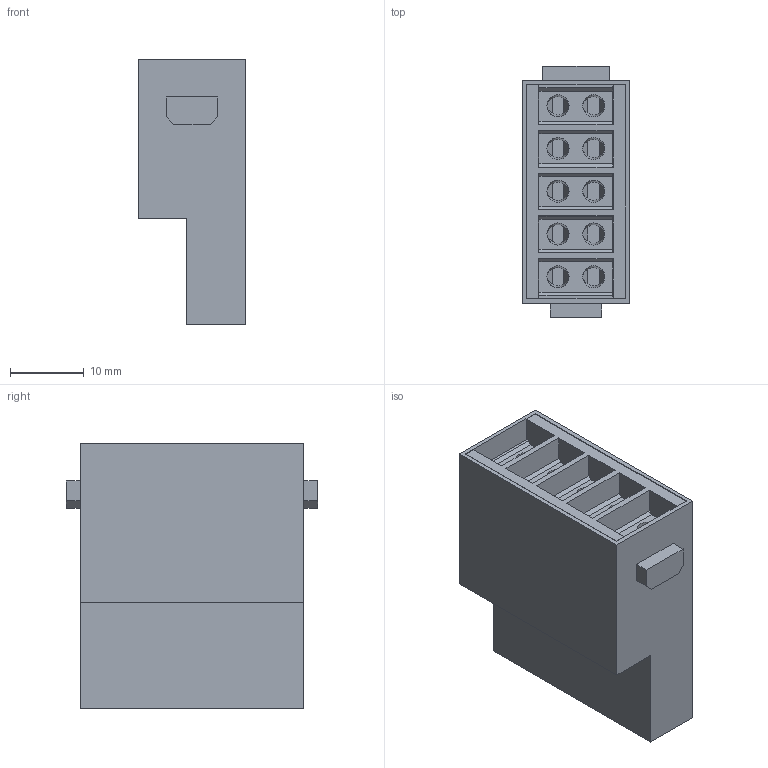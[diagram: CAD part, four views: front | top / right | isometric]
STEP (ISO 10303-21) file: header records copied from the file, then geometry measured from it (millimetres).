
FILE_DESCRIPTION(('CATIA V5 STEP Exchange','CAx-IF Rec.Pracs.--- Model Styling and Organization---1.4--- 2014-01-23'),'2;1');
FILE_NAME ('1255377-1_1', '2021-01-28T08:57:11+00:00', ('none'), ('Weidmueller'), 'CATIA Version 5-6 Release 2016 SP3 HF44', 'CATIA V5 STEP AP214', 'none');
FILE_SCHEMA(('AUTOMOTIVE_DESIGN { 1 0 10303 214 1 1 1 1 }'));
Length unit declared in the file: millimetre
Products named in the file (1): 2748400000
Bounding box: 14.6 x 34.1 x 36 mm (x, y, z)
Volume: 10002 mm3; surface area: 8019 mm2
Topology: 11 solids, 11 shells, 283 faces, 664 edges, 415 vertices
Faces by surface type: plane 179, cylinder 50, cone 44, torus 10
Entity records: 8185 total; most frequent: CARTESIAN_POINT 2073, ORIENTED_EDGE 1328, DIRECTION 1028, EDGE_CURVE 664, VERTEX_POINT 415, VECTOR 399, LINE 399, AXIS2_PLACEMENT_3D 396
